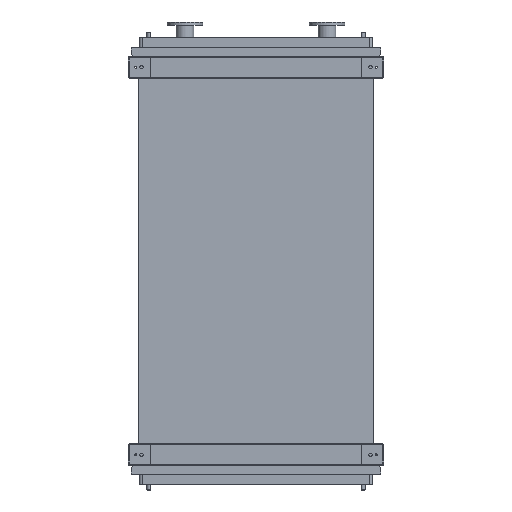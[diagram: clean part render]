
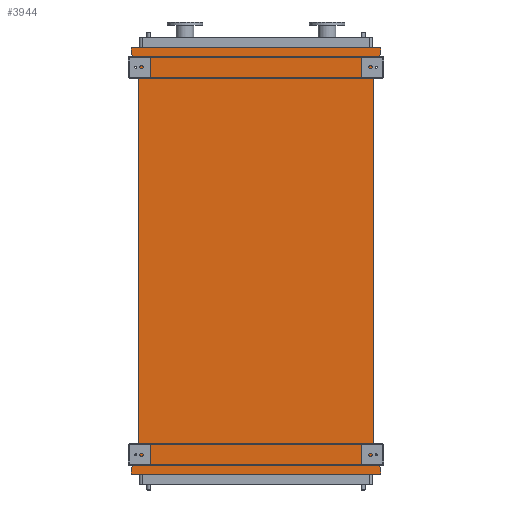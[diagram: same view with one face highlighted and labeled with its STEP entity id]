
A CAD part, front view. The second image highlights one B-rep face of the part: STEP entity #3944.
In plain terms, the highlighted planar face has unit normal (0, -1, 0).
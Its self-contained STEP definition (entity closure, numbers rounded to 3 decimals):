
#130 = DIRECTION ( 'NONE',  ( 0., 0., -1. ) ) ;
#212 = CARTESIAN_POINT ( 'NONE',  ( -725., 0., -2450. ) ) ;
#301 = VERTEX_POINT ( 'NONE', #5764 ) ;
#452 = LINE ( 'NONE', #3205, #8557 ) ;
#914 = DIRECTION ( 'NONE',  ( 0.655, 0., 0.755 ) ) ;
#962 = DIRECTION ( 'NONE',  ( 1., 0., 0. ) ) ;
#1504 = VERTEX_POINT ( 'NONE', #24245 ) ;
#1528 = DIRECTION ( 'NONE',  ( 0., -1., 0. ) ) ;
#2057 = DIRECTION ( 'NONE',  ( 0., 0., 1. ) ) ;
#2100 = VERTEX_POINT ( 'NONE', #4919 ) ;
#2752 = LINE ( 'NONE', #19666, #3321 ) ;
#3055 = CARTESIAN_POINT ( 'NONE',  ( 771., 0., 53. ) ) ;
#3108 = CARTESIAN_POINT ( 'NONE',  ( 771., 0., -2545. ) ) ;
#3205 = CARTESIAN_POINT ( 'NONE',  ( -771., 0., -2545. ) ) ;
#3255 = ORIENTED_EDGE ( 'NONE', *, *, #13168, .F. ) ;
#3321 = VECTOR ( 'NONE', #914, 1000. ) ;
#3887 = VECTOR ( 'NONE', #23040, 1000. ) ;
#3944 = ADVANCED_FACE ( 'NONE', ( #16324 ), #12742, .T. ) ;
#4492 = VECTOR ( 'NONE', #9537, 1000. ) ;
#4919 = CARTESIAN_POINT ( 'NONE',  ( -725., 0., 0. ) ) ;
#5024 = ORIENTED_EDGE ( 'NONE', *, *, #21741, .F. ) ;
#5151 = VECTOR ( 'NONE', #2057, 1000. ) ;
#5544 = VERTEX_POINT ( 'NONE', #8823 ) ;
#5753 = VECTOR ( 'NONE', #9153, 1000. ) ;
#5764 = CARTESIAN_POINT ( 'NONE',  ( -771., 0., -2503. ) ) ;
#6186 = ORIENTED_EDGE ( 'NONE', *, *, #22038, .F. ) ;
#6808 = DIRECTION ( 'NONE',  ( -0.655, 0., -0.755 ) ) ;
#7155 = VERTEX_POINT ( 'NONE', #11855 ) ;
#7658 = LINE ( 'NONE', #7908, #3887 ) ;
#7908 = CARTESIAN_POINT ( 'NONE',  ( 725., 0., -2450. ) ) ;
#8557 = VECTOR ( 'NONE', #16506, 1000. ) ;
#8810 = CARTESIAN_POINT ( 'NONE',  ( 771., 0., -2545. ) ) ;
#8823 = CARTESIAN_POINT ( 'NONE',  ( 725., 0., -2450. ) ) ;
#9153 = DIRECTION ( 'NONE',  ( 0., 0., 1. ) ) ;
#9405 = LINE ( 'NONE', #22728, #4492 ) ;
#9445 = VECTOR ( 'NONE', #962, 1000. ) ;
#9537 = DIRECTION ( 'NONE',  ( 0., 0., -1. ) ) ;
#10134 = DIRECTION ( 'NONE',  ( -0.655, 0., 0.755 ) ) ;
#10711 = DIRECTION ( 'NONE',  ( -1., 0., 0. ) ) ;
#11295 = LINE ( 'NONE', #16936, #5753 ) ;
#11329 = CARTESIAN_POINT ( 'NONE',  ( 771., 0., 95. ) ) ;
#11751 = ORIENTED_EDGE ( 'NONE', *, *, #22110, .F. ) ;
#11855 = CARTESIAN_POINT ( 'NONE',  ( 771., 0., 53. ) ) ;
#12663 = CARTESIAN_POINT ( 'NONE',  ( -725., 0., -2450. ) ) ;
#12684 = ORIENTED_EDGE ( 'NONE', *, *, #20169, .F. ) ;
#12742 = PLANE ( 'NONE',  #20924 ) ;
#13114 = VERTEX_POINT ( 'NONE', #15843 ) ;
#13168 = EDGE_CURVE ( 'NONE', #18760, #23378, #18455, .T. ) ;
#13395 = LINE ( 'NONE', #14031, #22178 ) ;
#13962 = ORIENTED_EDGE ( 'NONE', *, *, #21735, .F. ) ;
#14031 = CARTESIAN_POINT ( 'NONE',  ( -725., 0., 0. ) ) ;
#14691 = VECTOR ( 'NONE', #23576, 1000. ) ;
#14784 = DIRECTION ( 'NONE',  ( 0., 0., -1. ) ) ;
#15201 = ORIENTED_EDGE ( 'NONE', *, *, #21886, .F. ) ;
#15575 = VECTOR ( 'NONE', #130, 1000. ) ;
#15729 = CARTESIAN_POINT ( 'NONE',  ( 771., 0., 95. ) ) ;
#15789 = CARTESIAN_POINT ( 'NONE',  ( 771., 0., -2503. ) ) ;
#15843 = CARTESIAN_POINT ( 'NONE',  ( -771., 0., -2545. ) ) ;
#15854 = EDGE_LOOP ( 'NONE', ( #17214, #12684, #22720, #3255, #18380, #13962, #19533, #5024, #15201, #20675, #6186, #11751 ) ) ;
#16129 = CARTESIAN_POINT ( 'NONE',  ( -771., 0., 53. ) ) ;
#16155 = LINE ( 'NONE', #11329, #15575 ) ;
#16324 = FACE_OUTER_BOUND ( 'NONE', #15854, .T. ) ;
#16506 = DIRECTION ( 'NONE',  ( 0., 0., 1. ) ) ;
#16936 = CARTESIAN_POINT ( 'NONE',  ( 725., 0., -2450. ) ) ;
#17214 = ORIENTED_EDGE ( 'NONE', *, *, #19646, .T. ) ;
#17832 = EDGE_CURVE ( 'NONE', #1504, #2100, #18503, .T. ) ;
#18024 = CARTESIAN_POINT ( 'NONE',  ( -771., 0., 95. ) ) ;
#18380 = ORIENTED_EDGE ( 'NONE', *, *, #21131, .F. ) ;
#18455 = LINE ( 'NONE', #19797, #9445 ) ;
#18503 = LINE ( 'NONE', #212, #5151 ) ;
#18728 = LINE ( 'NONE', #8810, #23053 ) ;
#18760 = VERTEX_POINT ( 'NONE', #18024 ) ;
#19082 = LINE ( 'NONE', #3055, #22842 ) ;
#19320 = VERTEX_POINT ( 'NONE', #19617 ) ;
#19533 = ORIENTED_EDGE ( 'NONE', *, *, #17832, .F. ) ;
#19617 = CARTESIAN_POINT ( 'NONE',  ( 725., 0., 0. ) ) ;
#19646 = EDGE_CURVE ( 'NONE', #5544, #19320, #11295, .T. ) ;
#19666 = CARTESIAN_POINT ( 'NONE',  ( -771., 0., -2503. ) ) ;
#19797 = CARTESIAN_POINT ( 'NONE',  ( -771., 0., 95. ) ) ;
#20169 = EDGE_CURVE ( 'NONE', #7155, #19320, #19082, .T. ) ;
#20666 = VERTEX_POINT ( 'NONE', #23695 ) ;
#20675 = ORIENTED_EDGE ( 'NONE', *, *, #21888, .F. ) ;
#20695 = VERTEX_POINT ( 'NONE', #3108 ) ;
#20758 = LINE ( 'NONE', #16129, #14691 ) ;
#20872 = EDGE_CURVE ( 'NONE', #23378, #7155, #16155, .T. ) ;
#20924 = AXIS2_PLACEMENT_3D ( 'NONE', #12663, #1528, #14784 ) ;
#21131 = EDGE_CURVE ( 'NONE', #20666, #18760, #20758, .T. ) ;
#21735 = EDGE_CURVE ( 'NONE', #2100, #20666, #13395, .T. ) ;
#21741 = EDGE_CURVE ( 'NONE', #301, #1504, #2752, .T. ) ;
#21886 = EDGE_CURVE ( 'NONE', #13114, #301, #452, .T. ) ;
#21888 = EDGE_CURVE ( 'NONE', #20695, #13114, #18728, .T. ) ;
#22038 = EDGE_CURVE ( 'NONE', #23980, #20695, #9405, .T. ) ;
#22110 = EDGE_CURVE ( 'NONE', #5544, #23980, #7658, .T. ) ;
#22178 = VECTOR ( 'NONE', #10134, 1000. ) ;
#22720 = ORIENTED_EDGE ( 'NONE', *, *, #20872, .F. ) ;
#22728 = CARTESIAN_POINT ( 'NONE',  ( 771., 0., -2503. ) ) ;
#22842 = VECTOR ( 'NONE', #6808, 1000. ) ;
#23040 = DIRECTION ( 'NONE',  ( 0.655, 0., -0.755 ) ) ;
#23053 = VECTOR ( 'NONE', #10711, 1000. ) ;
#23378 = VERTEX_POINT ( 'NONE', #15729 ) ;
#23576 = DIRECTION ( 'NONE',  ( 0., 0., 1. ) ) ;
#23695 = CARTESIAN_POINT ( 'NONE',  ( -771., 0., 53. ) ) ;
#23980 = VERTEX_POINT ( 'NONE', #15789 ) ;
#24245 = CARTESIAN_POINT ( 'NONE',  ( -725., 0., -2450. ) ) ;
